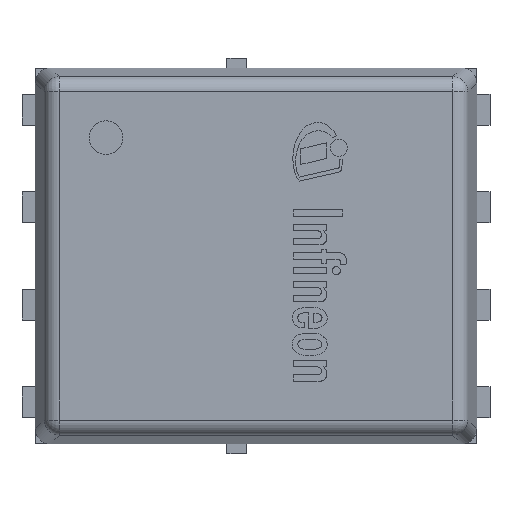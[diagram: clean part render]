
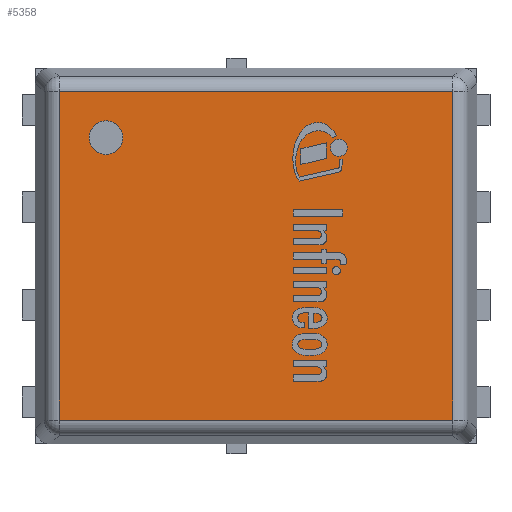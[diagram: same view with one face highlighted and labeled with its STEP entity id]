
A CAD part, top view. The second image highlights one B-rep face of the part: STEP entity #5358.
In plain terms, the highlighted planar face has unit normal (0, 0, 1).
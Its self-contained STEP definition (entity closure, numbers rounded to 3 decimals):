
#79=FACE_BOUND('',#695,.T.);
#132=PLANE('',#5698);
#378=FACE_OUTER_BOUND('',#694,.T.);
#694=EDGE_LOOP('',(#3776,#3777,#3778,#3779));
#695=EDGE_LOOP('',(#3780));
#1053=LINE('',#7651,#1708);
#1054=LINE('',#7653,#1709);
#1055=LINE('',#7655,#1710);
#1056=LINE('',#7656,#1711);
#1708=VECTOR('',#6166,1000.);
#1709=VECTOR('',#6167,1000.);
#1710=VECTOR('',#6168,1000.);
#1711=VECTOR('',#6169,1000.);
#2316=CIRCLE('',#5693,0.22);
#2428=VERTEX_POINT('',#7581);
#2457=VERTEX_POINT('',#7649);
#2458=VERTEX_POINT('',#7650);
#2459=VERTEX_POINT('',#7652);
#2460=VERTEX_POINT('',#7654);
#2944=EDGE_CURVE('',#2428,#2428,#2316,.T.);
#2977=EDGE_CURVE('',#2457,#2458,#1053,.T.);
#2978=EDGE_CURVE('',#2458,#2459,#1054,.T.);
#2979=EDGE_CURVE('',#2459,#2460,#1055,.T.);
#2980=EDGE_CURVE('',#2460,#2457,#1056,.T.);
#3776=ORIENTED_EDGE('',*,*,#2977,.T.);
#3777=ORIENTED_EDGE('',*,*,#2978,.T.);
#3778=ORIENTED_EDGE('',*,*,#2979,.T.);
#3779=ORIENTED_EDGE('',*,*,#2980,.T.);
#3780=ORIENTED_EDGE('',*,*,#2944,.F.);
#5358=ADVANCED_FACE('',(#378,#79),#132,.T.);
#5693=AXIS2_PLACEMENT_3D('',#7583,#6122,#6123);
#5698=AXIS2_PLACEMENT_3D('',#7648,#6164,#6165);
#6122=DIRECTION('center_axis',(0.,0.,1.));
#6123=DIRECTION('ref_axis',(0.,-1.,0.));
#6164=DIRECTION('center_axis',(0.,0.,1.));
#6165=DIRECTION('ref_axis',(0.,-1.,0.));
#6166=DIRECTION('',(1.,0.,0.));
#6167=DIRECTION('',(0.,1.,0.));
#6168=DIRECTION('',(-1.,0.,0.));
#6169=DIRECTION('',(0.,-1.,0.));
#7581=CARTESIAN_POINT('',(-1.955,1.76,1.01));
#7583=CARTESIAN_POINT('Origin',(-1.955,1.54,1.01));
#7648=CARTESIAN_POINT('Origin',(0.,0.,1.01));
#7649=CARTESIAN_POINT('',(-2.564,-2.139,1.01));
#7650=CARTESIAN_POINT('',(2.564,-2.139,1.01));
#7651=CARTESIAN_POINT('',(2.729,-2.139,1.01));
#7652=CARTESIAN_POINT('',(2.564,2.139,1.01));
#7653=CARTESIAN_POINT('',(2.564,2.304,1.01));
#7654=CARTESIAN_POINT('',(-2.564,2.139,1.01));
#7655=CARTESIAN_POINT('',(-2.729,2.139,1.01));
#7656=CARTESIAN_POINT('',(-2.564,-2.304,1.01));
